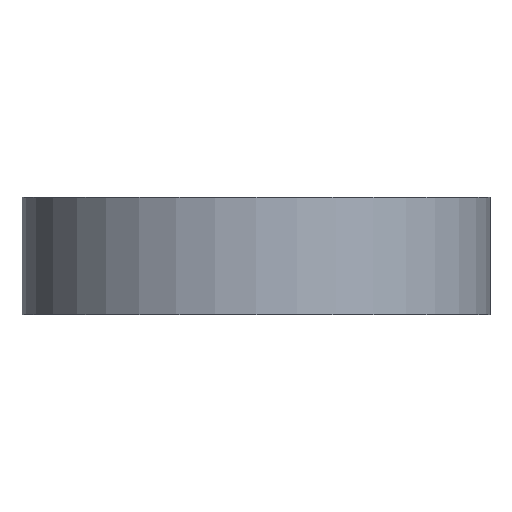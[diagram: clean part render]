
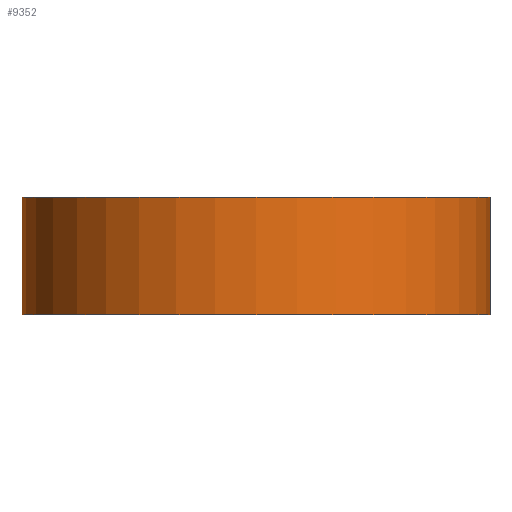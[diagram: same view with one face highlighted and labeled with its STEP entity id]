
A CAD part, front view. The second image highlights one B-rep face of the part: STEP entity #9352.
In plain terms, the highlighted cylindrical face has radius 12.696 mm (diameter 25.392 mm), a partial arc.
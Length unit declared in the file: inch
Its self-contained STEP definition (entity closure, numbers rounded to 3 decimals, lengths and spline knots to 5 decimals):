
#8 = FACE_OUTER_BOUND ( 'NONE', #5635, .T. ) ;
#642 = AXIS2_PLACEMENT_3D ( 'NONE', #7702, #8556, #4395 ) ;
#966 = CARTESIAN_POINT ( 'NONE',  ( 0., 0., 0.25 ) ) ;
#1342 = CARTESIAN_POINT ( 'NONE',  ( 0.49985, 0., 0.25 ) ) ;
#1512 = CARTESIAN_POINT ( 'NONE',  ( 0.49985, 0., 0.25 ) ) ;
#2440 = CYLINDRICAL_SURFACE ( 'NONE', #6452, 0.49985 ) ;
#2934 = DIRECTION ( 'NONE',  ( 0., 0., -1. ) ) ;
#3246 = CIRCLE ( 'NONE', #5544, 0.49985 ) ;
#3445 = DIRECTION ( 'NONE',  ( 0., 0., -1. ) ) ;
#3586 = VERTEX_POINT ( 'NONE', #4488 ) ;
#3827 = VERTEX_POINT ( 'NONE', #1512 ) ;
#3947 = ORIENTED_EDGE ( 'NONE', *, *, #4847, .F. ) ;
#4153 = CARTESIAN_POINT ( 'NONE',  ( -0.49985, 0., 0.25 ) ) ;
#4395 = DIRECTION ( 'NONE',  ( 1., 0., 0. ) ) ;
#4488 = CARTESIAN_POINT ( 'NONE',  ( -0.49985, 0., 0. ) ) ;
#4520 = LINE ( 'NONE', #1342, #6973 ) ;
#4574 = EDGE_CURVE ( 'NONE', #5739, #3586, #5819, .T. ) ;
#4847 = EDGE_CURVE ( 'NONE', #5739, #3827, #5048, .T. ) ;
#4898 = DIRECTION ( 'NONE',  ( 1., 0., 0. ) ) ;
#4973 = DIRECTION ( 'NONE',  ( -1., 0., 0. ) ) ;
#5048 = CIRCLE ( 'NONE', #642, 0.49985 ) ;
#5544 = AXIS2_PLACEMENT_3D ( 'NONE', #9035, #5727, #4898 ) ;
#5635 = EDGE_LOOP ( 'NONE', ( #8293, #3947, #6229, #5782 ) ) ;
#5727 = DIRECTION ( 'NONE',  ( 0., 0., 1. ) ) ;
#5739 = VERTEX_POINT ( 'NONE', #10044 ) ;
#5782 = ORIENTED_EDGE ( 'NONE', *, *, #8425, .T. ) ;
#5819 = LINE ( 'NONE', #4153, #7760 ) ;
#6229 = ORIENTED_EDGE ( 'NONE', *, *, #4574, .T. ) ;
#6452 = AXIS2_PLACEMENT_3D ( 'NONE', #966, #3445, #4973 ) ;
#6548 = VERTEX_POINT ( 'NONE', #10109 ) ;
#6973 = VECTOR ( 'NONE', #2934, 39.37008 ) ;
#7702 = CARTESIAN_POINT ( 'NONE',  ( 0., 0., 0.25 ) ) ;
#7760 = VECTOR ( 'NONE', #9202, 39.37008 ) ;
#8293 = ORIENTED_EDGE ( 'NONE', *, *, #8979, .F. ) ;
#8425 = EDGE_CURVE ( 'NONE', #3586, #6548, #3246, .T. ) ;
#8556 = DIRECTION ( 'NONE',  ( 0., 0., 1. ) ) ;
#8979 = EDGE_CURVE ( 'NONE', #3827, #6548, #4520, .T. ) ;
#9035 = CARTESIAN_POINT ( 'NONE',  ( 0., 0., 0. ) ) ;
#9202 = DIRECTION ( 'NONE',  ( 0., 0., -1. ) ) ;
#9352 = ADVANCED_FACE ( 'NONE', ( #8 ), #2440, .T. ) ;
#10044 = CARTESIAN_POINT ( 'NONE',  ( -0.49985, 0., 0.25 ) ) ;
#10109 = CARTESIAN_POINT ( 'NONE',  ( 0.49985, 0., 0. ) ) ;
